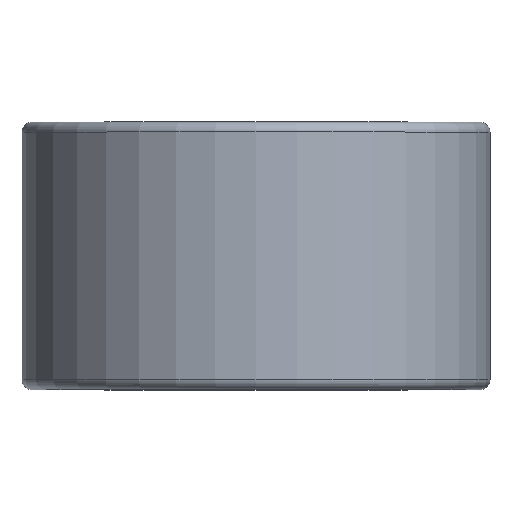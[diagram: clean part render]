
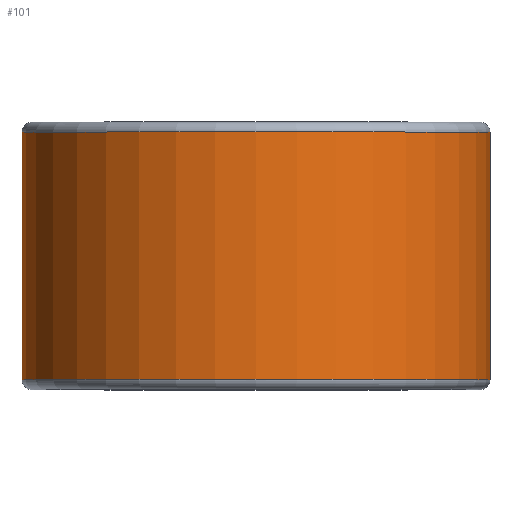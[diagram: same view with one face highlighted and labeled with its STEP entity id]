
A CAD part, top view. The second image highlights one B-rep face of the part: STEP entity #101.
In plain terms, the highlighted cylindrical face has radius 7 mm (diameter 14 mm), a full revolution.
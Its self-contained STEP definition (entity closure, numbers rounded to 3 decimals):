
#28=ORIENTED_EDGE('',*,*,#44,.T.);
#29=ORIENTED_EDGE('',*,*,#45,.T.);
#44=EDGE_CURVE('',#52,#52,#60,.T.);
#45=EDGE_CURVE('',#53,#53,#61,.F.);
#52=VERTEX_POINT('',#179);
#53=VERTEX_POINT('',#181);
#60=CIRCLE('',#125,7.);
#61=CIRCLE('',#126,7.);
#68=EDGE_LOOP('',(#28));
#69=EDGE_LOOP('',(#29));
#84=FACE_BOUND('',#68,.T.);
#85=FACE_BOUND('',#69,.T.);
#99=CYLINDRICAL_SURFACE('',#124,7.);
#101=ADVANCED_FACE('',(#84,#85),#99,.T.);
#124=AXIS2_PLACEMENT_3D('',#177,#145,#146);
#125=AXIS2_PLACEMENT_3D('',#178,#147,#148);
#126=AXIS2_PLACEMENT_3D('',#180,#149,#150);
#145=DIRECTION('',(0.,1.,0.));
#146=DIRECTION('',(0.,0.,1.));
#147=DIRECTION('',(0.,1.,0.));
#148=DIRECTION('',(0.,0.,1.));
#149=DIRECTION('',(0.,1.,0.));
#150=DIRECTION('',(0.,0.,1.));
#177=CARTESIAN_POINT('',(0.,-4.,0.));
#178=CARTESIAN_POINT('',(0.,-3.7,0.));
#179=CARTESIAN_POINT('',(0.,-3.7,7.));
#180=CARTESIAN_POINT('',(0.,3.7,0.));
#181=CARTESIAN_POINT('',(0.,3.7,7.));
